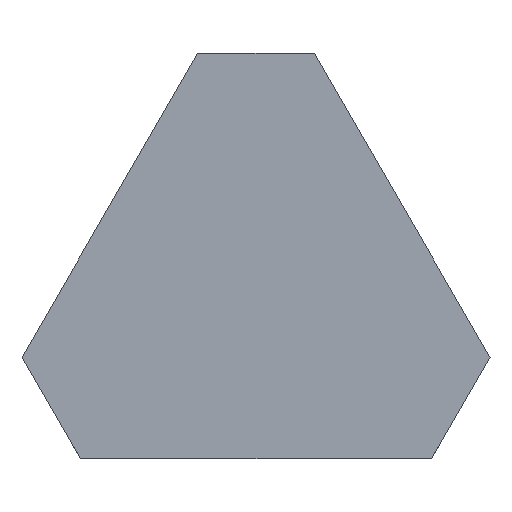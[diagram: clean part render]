
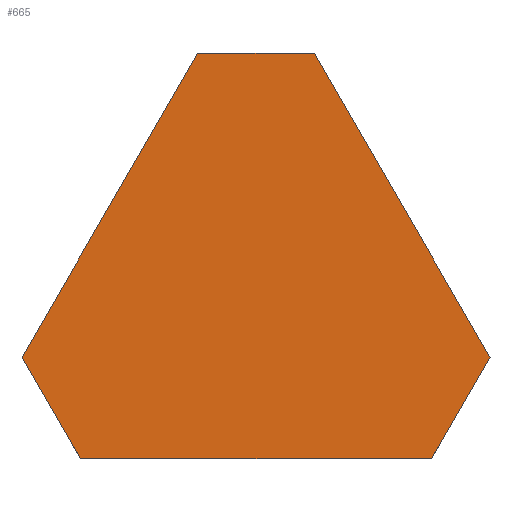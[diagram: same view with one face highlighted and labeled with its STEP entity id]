
A CAD part, top view. The second image highlights one B-rep face of the part: STEP entity #665.
In plain terms, the highlighted planar face has unit normal (0, 0, 1).
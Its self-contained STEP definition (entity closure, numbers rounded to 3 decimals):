
#37 = DIRECTION ( 'NONE',  ( 0.5, 0.866, 0. ) ) ;
#48 = DIRECTION ( 'NONE',  ( 0.5, -0.866, 0. ) ) ;
#64 = DIRECTION ( 'NONE',  ( -0.5, 0.866, 0. ) ) ;
#88 = DIRECTION ( 'NONE',  ( 1., 0., 0. ) ) ;
#115 = VECTOR ( 'NONE', #37, 1000. ) ;
#117 = ORIENTED_EDGE ( 'NONE', *, *, #534, .T. ) ;
#129 = LINE ( 'NONE', #187, #591 ) ;
#138 = EDGE_CURVE ( 'NONE', #323, #666, #350, .T. ) ;
#148 = CARTESIAN_POINT ( 'NONE',  ( 80., 138.564, 5. ) ) ;
#150 = CARTESIAN_POINT ( 'NONE',  ( -20., 34.641, 5. ) ) ;
#161 = VERTEX_POINT ( 'NONE', #493 ) ;
#162 = ORIENTED_EDGE ( 'NONE', *, *, #596, .T. ) ;
#182 = DIRECTION ( 'NONE',  ( 0., 0., 1. ) ) ;
#187 = CARTESIAN_POINT ( 'NONE',  ( 40., 138.564, 5. ) ) ;
#197 = DIRECTION ( 'NONE',  ( -1., 0., 0. ) ) ;
#223 = CARTESIAN_POINT ( 'NONE',  ( 120., 0., 5. ) ) ;
#255 = DIRECTION ( 'NONE',  ( 1., 0., 0. ) ) ;
#256 = VECTOR ( 'NONE', #48, 1000. ) ;
#269 = CARTESIAN_POINT ( 'NONE',  ( 80., 138.564, 5. ) ) ;
#302 = FACE_OUTER_BOUND ( 'NONE', #414, .T. ) ;
#323 = VERTEX_POINT ( 'NONE', #150 ) ;
#344 = VECTOR ( 'NONE', #197, 1000. ) ;
#350 = LINE ( 'NONE', #587, #256 ) ;
#352 = ORIENTED_EDGE ( 'NONE', *, *, #405, .T. ) ;
#356 = VECTOR ( 'NONE', #88, 1000. ) ;
#361 = CARTESIAN_POINT ( 'NONE',  ( 0., 0., 5. ) ) ;
#369 = CARTESIAN_POINT ( 'NONE',  ( 140., 34.641, 5. ) ) ;
#378 = ORIENTED_EDGE ( 'NONE', *, *, #473, .T. ) ;
#391 = CARTESIAN_POINT ( 'NONE',  ( 120., 0., 5. ) ) ;
#405 = EDGE_CURVE ( 'NONE', #666, #517, #533, .T. ) ;
#414 = EDGE_LOOP ( 'NONE', ( #642, #352, #162, #378, #117, #581 ) ) ;
#422 = DIRECTION ( 'NONE',  ( -0.5, -0.866, 0. ) ) ;
#424 = AXIS2_PLACEMENT_3D ( 'NONE', #361, #182, #255 ) ;
#432 = VERTEX_POINT ( 'NONE', #442 ) ;
#442 = CARTESIAN_POINT ( 'NONE',  ( 40., 138.564, 5. ) ) ;
#450 = EDGE_CURVE ( 'NONE', #432, #323, #129, .T. ) ;
#473 = EDGE_CURVE ( 'NONE', #161, #783, #723, .T. ) ;
#493 = CARTESIAN_POINT ( 'NONE',  ( 140., 34.641, 5. ) ) ;
#517 = VERTEX_POINT ( 'NONE', #391 ) ;
#533 = LINE ( 'NONE', #595, #356 ) ;
#534 = EDGE_CURVE ( 'NONE', #783, #432, #628, .T. ) ;
#575 = LINE ( 'NONE', #223, #115 ) ;
#581 = ORIENTED_EDGE ( 'NONE', *, *, #450, .T. ) ;
#587 = CARTESIAN_POINT ( 'NONE',  ( -20., 34.641, 5. ) ) ;
#591 = VECTOR ( 'NONE', #422, 1000. ) ;
#595 = CARTESIAN_POINT ( 'NONE',  ( 0., 0., 5. ) ) ;
#596 = EDGE_CURVE ( 'NONE', #517, #161, #575, .T. ) ;
#602 = VECTOR ( 'NONE', #64, 1000. ) ;
#628 = LINE ( 'NONE', #148, #344 ) ;
#642 = ORIENTED_EDGE ( 'NONE', *, *, #138, .T. ) ;
#665 = ADVANCED_FACE ( 'NONE', ( #302 ), #717, .T. ) ;
#666 = VERTEX_POINT ( 'NONE', #782 ) ;
#717 = PLANE ( 'NONE',  #424 ) ;
#723 = LINE ( 'NONE', #369, #602 ) ;
#782 = CARTESIAN_POINT ( 'NONE',  ( 0., 0., 5. ) ) ;
#783 = VERTEX_POINT ( 'NONE', #269 ) ;
